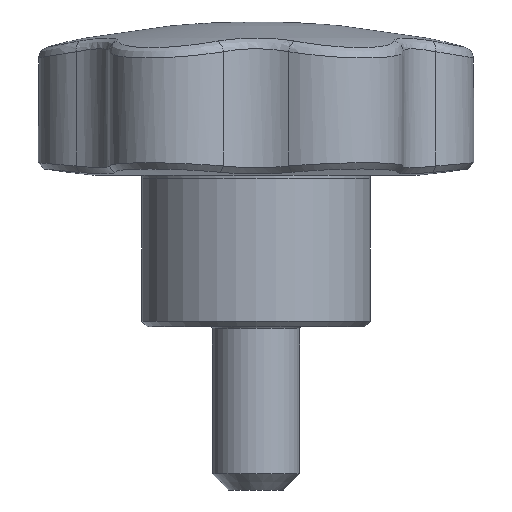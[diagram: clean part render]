
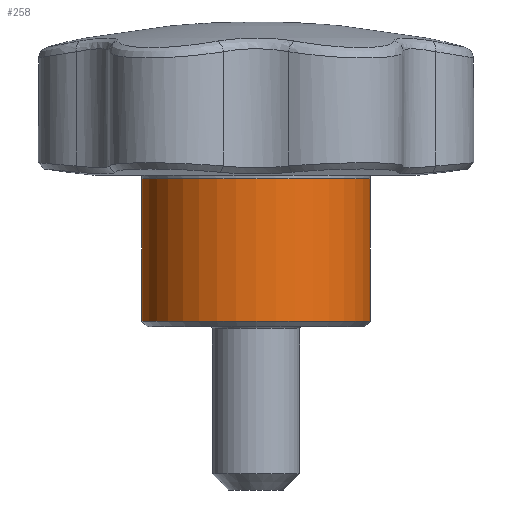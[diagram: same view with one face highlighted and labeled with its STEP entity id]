
A CAD part, front view. The second image highlights one B-rep face of the part: STEP entity #258.
In plain terms, the highlighted cylindrical face has radius 10.5 mm (diameter 21 mm), a full revolution.
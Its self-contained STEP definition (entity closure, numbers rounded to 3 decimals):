
#258 = ADVANCED_FACE( '', ( #529, #530 ), #531, .T. );
#529 = FACE_OUTER_BOUND( '', #2869, .T. );
#530 = FACE_OUTER_BOUND( '', #2870, .T. );
#531 = CYLINDRICAL_SURFACE( '', #2871, 10.5 );
#2869 = EDGE_LOOP( '', ( #4020 ) );
#2870 = EDGE_LOOP( '', ( #4021 ) );
#2871 = AXIS2_PLACEMENT_3D( '', #4022, #4023, #4024 );
#4020 = ORIENTED_EDGE( '', *, *, #4358, .T. );
#4021 = ORIENTED_EDGE( '', *, *, #4195, .F. );
#4022 = CARTESIAN_POINT( '', ( 0., 0., 28. ) );
#4023 = DIRECTION( '', ( 0., 0., -1. ) );
#4024 = DIRECTION( '', ( 1., 0., 0. ) );
#4195 = EDGE_CURVE( '', #4535, #4535, #4536, .T. );
#4358 = EDGE_CURVE( '', #4751, #4751, #4752, .T. );
#4535 = VERTEX_POINT( '', #5333 );
#4536 = CIRCLE( '', #5334, 10.5 );
#4751 = VERTEX_POINT( '', #7130 );
#4752 = CIRCLE( '', #7131, 10.5 );
#5333 = CARTESIAN_POINT( '', ( 10.5, 0., 13.239 ) );
#5334 = AXIS2_PLACEMENT_3D( '', #7531, #7532, #7533 );
#7130 = CARTESIAN_POINT( '', ( 10.5, 0., 0.137 ) );
#7131 = AXIS2_PLACEMENT_3D( '', #7654, #7655, #7656 );
#7531 = CARTESIAN_POINT( '', ( 0., 0., 13.239 ) );
#7532 = DIRECTION( '', ( 0., 0., 1. ) );
#7533 = DIRECTION( '', ( 1., 0., 0. ) );
#7654 = CARTESIAN_POINT( '', ( 0., 0., 0.137 ) );
#7655 = DIRECTION( '', ( 0., 0., 1. ) );
#7656 = DIRECTION( '', ( 1., 0., 0. ) );
